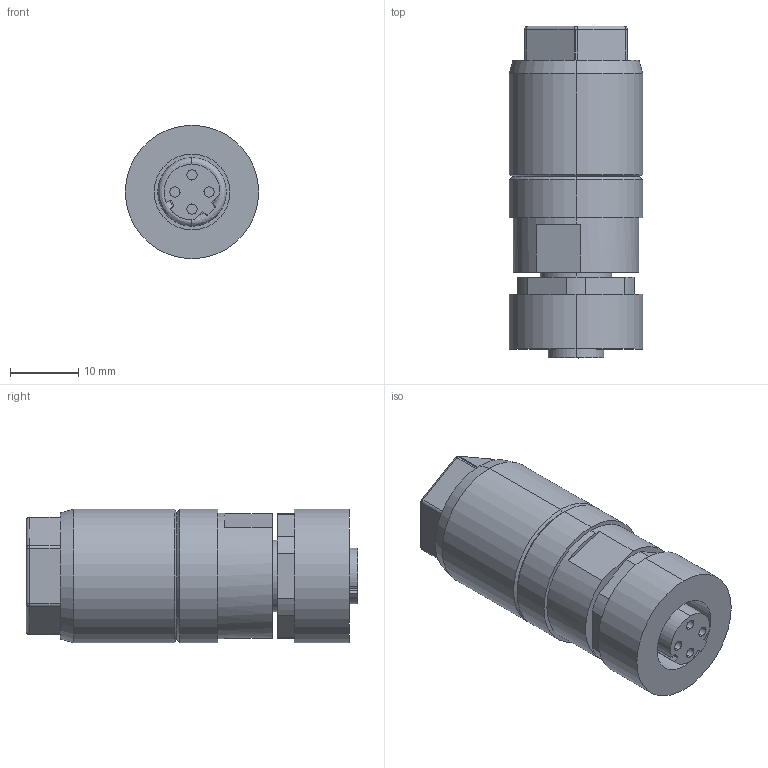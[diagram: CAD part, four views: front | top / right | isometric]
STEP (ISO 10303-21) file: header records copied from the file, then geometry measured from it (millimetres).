
FILE_DESCRIPTION (( 'STEP AP214' ), '1' );
FILE_NAME ('7000-14621-0000000.step', '2017-08-16T13:49:36', ( '' ), ( '' ), 'SwSTEP 2.0', 'SolidWorks 2017', '' );
FILE_SCHEMA (( 'AUTOMOTIVE_DESIGN' ));
Length unit declared in the file: inch
Products named in the file (1): 7000-14621-0000000
Bounding box: 19.5 x 48.5 x 19.5 mm (x, y, z)
Volume: 12149.1 mm3; surface area: 4677.1 mm2
Topology: 1 solids, 1 shells, 113 faces, 273 edges, 168 vertices
Faces by surface type: cylinder 51, plane 41, bspline 15, cone 6
Entity records: 3554 total; most frequent: CARTESIAN_POINT 916, DIRECTION 558, ORIENTED_EDGE 532, EDGE_CURVE 266, AXIS2_PLACEMENT_3D 218, VERTEX_POINT 168, EDGE_LOOP 126, LINE 122
